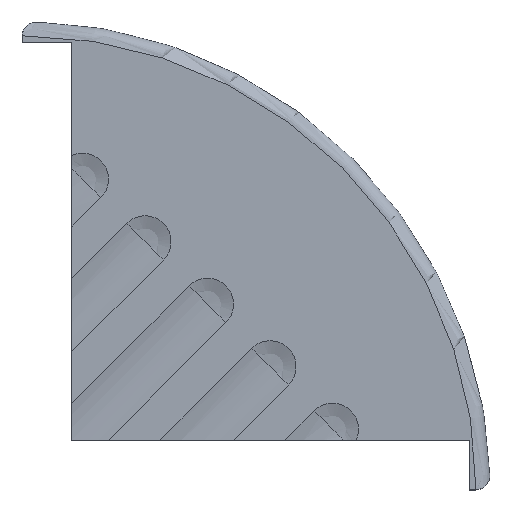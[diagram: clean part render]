
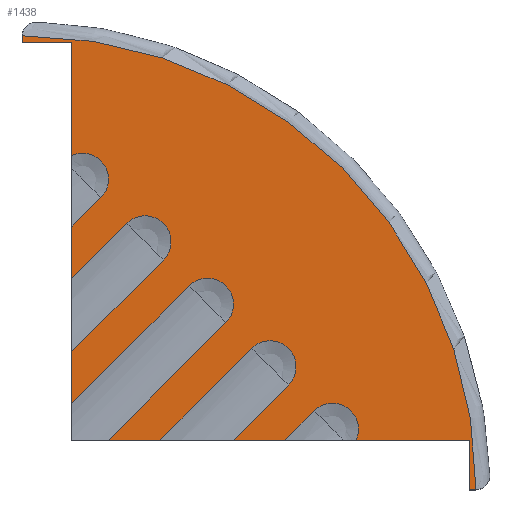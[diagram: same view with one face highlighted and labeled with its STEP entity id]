
A CAD part, top view. The second image highlights one B-rep face of the part: STEP entity #1438.
In plain terms, the highlighted planar face has unit normal (0, 0, 1).
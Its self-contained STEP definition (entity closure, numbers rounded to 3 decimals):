
#773=PLANE('',#1382);
#784=CIRCLE('',#1383,5.);
#785=CIRCLE('',#1384,5.);
#786=CIRCLE('',#1385,5.);
#787=CIRCLE('',#1386,5.);
#788=CIRCLE('',#1387,5.);
#789=CIRCLE('',#1388,2.7);
#790=CIRCLE('',#1389,87.3);
#791=CIRCLE('',#1390,2.7);
#799=VECTOR('',#1212,1.);
#800=VECTOR('',#1215,1.);
#803=VECTOR('',#1222,1.);
#804=VECTOR('',#1223,1.);
#805=VECTOR('',#1228,1.);
#817=VECTOR('',#1254,1.);
#822=VECTOR('',#1269,1.);
#825=VECTOR('',#1274,1.);
#826=VECTOR('',#1277,1.);
#827=VECTOR('',#1280,1.);
#828=VECTOR('',#1283,1.);
#829=VECTOR('',#1284,1.);
#830=VECTOR('',#1285,1.);
#831=VECTOR('',#1288,1.);
#832=VECTOR('',#1289,1.);
#833=VECTOR('',#1290,1.);
#834=VECTOR('',#1293,1.);
#835=VECTOR('',#1294,1.);
#840=LINE('',#1464,#799);
#841=LINE('',#1467,#800);
#844=LINE('',#1476,#803);
#845=LINE('',#1478,#804);
#846=LINE('',#1484,#805);
#858=LINE('',#1512,#817);
#863=LINE('',#1529,#822);
#866=LINE('',#1534,#825);
#867=LINE('',#1537,#826);
#868=LINE('',#1540,#827);
#869=LINE('',#1544,#828);
#870=LINE('',#1546,#829);
#871=LINE('',#1548,#830);
#872=LINE('',#1552,#831);
#873=LINE('',#1554,#832);
#874=LINE('',#1556,#833);
#875=LINE('',#1560,#834);
#876=LINE('',#1561,#835);
#931=ORIENTED_EDGE('',*,*,#1117,.F.);
#932=ORIENTED_EDGE('',*,*,#1106,.F.);
#933=ORIENTED_EDGE('',*,*,#1092,.F.);
#934=ORIENTED_EDGE('',*,*,#1118,.F.);
#935=ORIENTED_EDGE('',*,*,#1119,.F.);
#936=ORIENTED_EDGE('',*,*,#1089,.F.);
#937=ORIENTED_EDGE('',*,*,#1082,.F.);
#938=ORIENTED_EDGE('',*,*,#1120,.F.);
#939=ORIENTED_EDGE('',*,*,#1084,.F.);
#940=ORIENTED_EDGE('',*,*,#1088,.F.);
#941=ORIENTED_EDGE('',*,*,#1121,.F.);
#942=ORIENTED_EDGE('',*,*,#1122,.F.);
#943=ORIENTED_EDGE('',*,*,#1123,.F.);
#944=ORIENTED_EDGE('',*,*,#1124,.F.);
#945=ORIENTED_EDGE('',*,*,#1125,.F.);
#946=ORIENTED_EDGE('',*,*,#1126,.F.);
#947=ORIENTED_EDGE('',*,*,#1127,.F.);
#948=ORIENTED_EDGE('',*,*,#1128,.F.);
#949=ORIENTED_EDGE('',*,*,#1129,.F.);
#950=ORIENTED_EDGE('',*,*,#1130,.F.);
#951=ORIENTED_EDGE('',*,*,#1131,.F.);
#952=ORIENTED_EDGE('',*,*,#1132,.F.);
#953=ORIENTED_EDGE('',*,*,#1114,.F.);
#954=ORIENTED_EDGE('',*,*,#1133,.T.);
#955=ORIENTED_EDGE('',*,*,#1134,.F.);
#956=ORIENTED_EDGE('',*,*,#1135,.T.);
#1033=VERTEX_POINT('',#1460);
#1034=VERTEX_POINT('',#1461);
#1035=VERTEX_POINT('',#1463);
#1036=VERTEX_POINT('',#1465);
#1040=VERTEX_POINT('',#1474);
#1041=VERTEX_POINT('',#1477);
#1043=VERTEX_POINT('',#1481);
#1044=VERTEX_POINT('',#1483);
#1053=VERTEX_POINT('',#1511);
#1059=VERTEX_POINT('',#1527);
#1060=VERTEX_POINT('',#1528);
#1061=VERTEX_POINT('',#1533);
#1062=VERTEX_POINT('',#1535);
#1063=VERTEX_POINT('',#1539);
#1064=VERTEX_POINT('',#1541);
#1065=VERTEX_POINT('',#1543);
#1066=VERTEX_POINT('',#1545);
#1067=VERTEX_POINT('',#1547);
#1068=VERTEX_POINT('',#1549);
#1069=VERTEX_POINT('',#1551);
#1070=VERTEX_POINT('',#1553);
#1071=VERTEX_POINT('',#1555);
#1072=VERTEX_POINT('',#1557);
#1073=VERTEX_POINT('',#1559);
#1074=VERTEX_POINT('',#1562);
#1075=VERTEX_POINT('',#1564);
#1082=EDGE_CURVE('',#1035,#1033,#840,.T.);
#1084=EDGE_CURVE('',#1034,#1036,#841,.T.);
#1088=EDGE_CURVE('',#1040,#1034,#844,.T.);
#1089=EDGE_CURVE('',#1033,#1041,#845,.T.);
#1092=EDGE_CURVE('',#1043,#1044,#846,.T.);
#1106=EDGE_CURVE('',#1044,#1053,#858,.T.);
#1114=EDGE_CURVE('',#1059,#1060,#863,.T.);
#1117=EDGE_CURVE('',#1053,#1061,#866,.T.);
#1118=EDGE_CURVE('',#1062,#1043,#784,.T.);
#1119=EDGE_CURVE('',#1041,#1062,#867,.T.);
#1120=EDGE_CURVE('',#1036,#1035,#785,.T.);
#1121=EDGE_CURVE('',#1063,#1040,#868,.T.);
#1122=EDGE_CURVE('',#1064,#1063,#786,.T.);
#1123=EDGE_CURVE('',#1065,#1064,#869,.T.);
#1124=EDGE_CURVE('',#1066,#1065,#870,.T.);
#1125=EDGE_CURVE('',#1067,#1066,#871,.T.);
#1126=EDGE_CURVE('',#1068,#1067,#787,.T.);
#1127=EDGE_CURVE('',#1069,#1068,#872,.T.);
#1128=EDGE_CURVE('',#1070,#1069,#873,.T.);
#1129=EDGE_CURVE('',#1071,#1070,#874,.T.);
#1130=EDGE_CURVE('',#1072,#1071,#788,.T.);
#1131=EDGE_CURVE('',#1073,#1072,#875,.T.);
#1132=EDGE_CURVE('',#1060,#1073,#876,.T.);
#1133=EDGE_CURVE('',#1059,#1074,#789,.T.);
#1134=EDGE_CURVE('',#1075,#1074,#790,.T.);
#1135=EDGE_CURVE('',#1075,#1061,#791,.T.);
#1163=EDGE_LOOP('',(#931,#932,#933,#934,#935,#936,#937,#938,#939,#940,#941,
#942,#943,#944,#945,#946,#947,#948,#949,#950,#951,#952,#953,#954,#955,#956));
#1190=FACE_BOUND('',#1163,.T.);
#1212=DIRECTION('',(-10.607,-10.607,0.));
#1215=DIRECTION('',(17.678,17.678,0.));
#1222=DIRECTION('',(0.,9.899,0.));
#1223=DIRECTION('',(0.,9.899,0.));
#1228=DIRECTION('',(0.,21.768,0.));
#1254=DIRECTION('',(-9.5,0.,0.));
#1269=DIRECTION('',(-1.258,0.,0.));
#1272=DIRECTION('',(0.,0.,1.));
#1273=DIRECTION('',(0.,-1.,0.));
#1274=DIRECTION('',(0.,1.258,0.));
#1275=DIRECTION('',(0.,0.,1.));
#1276=DIRECTION('',(5.,0.,0.));
#1277=DIRECTION('',(5.657,5.657,0.));
#1278=DIRECTION('',(0.,0.,1.));
#1279=DIRECTION('',(3.536,-3.536,0.));
#1280=DIRECTION('',(-22.627,-22.627,0.));
#1281=DIRECTION('',(0.,0.,1.));
#1282=DIRECTION('',(3.536,-3.536,0.));
#1283=DIRECTION('',(22.627,22.627,0.));
#1284=DIRECTION('',(-9.899,0.,0.));
#1285=DIRECTION('',(-17.678,-17.678,0.));
#1286=DIRECTION('',(0.,0.,1.));
#1287=DIRECTION('',(3.536,-3.536,0.));
#1288=DIRECTION('',(10.607,10.607,0.));
#1289=DIRECTION('',(-9.899,0.,0.));
#1290=DIRECTION('',(-5.657,-5.657,0.));
#1291=DIRECTION('',(0.,0.,1.));
#1292=DIRECTION('',(4.528,-2.121,0.));
#1293=DIRECTION('',(-21.768,0.,0.));
#1294=DIRECTION('',(0.,9.5,0.));
#1295=DIRECTION('',(0.,0.,1.));
#1296=DIRECTION('',(-2.7,0.,0.));
#1297=DIRECTION('',(0.,0.,-1.));
#1298=DIRECTION('',(61.73,61.73,0.));
#1299=DIRECTION('',(0.,0.,1.));
#1300=DIRECTION('',(-2.7,0.,0.));
#1382=AXIS2_PLACEMENT_3D('',#1532,#1272,#1273);
#1383=AXIS2_PLACEMENT_3D('',#1536,#1275,#1276);
#1384=AXIS2_PLACEMENT_3D('',#1538,#1278,#1279);
#1385=AXIS2_PLACEMENT_3D('',#1542,#1281,#1282);
#1386=AXIS2_PLACEMENT_3D('',#1550,#1286,#1287);
#1387=AXIS2_PLACEMENT_3D('',#1558,#1291,#1292);
#1388=AXIS2_PLACEMENT_3D('',#1563,#1295,#1296);
#1389=AXIS2_PLACEMENT_3D('',#1565,#1297,#1298);
#1390=AXIS2_PLACEMENT_3D('',#1566,#1299,#1300);
#1438=ADVANCED_FACE('',(#1190),#773,.T.);
#1460=CARTESIAN_POINT('',(9.5,40.613,43.));
#1461=CARTESIAN_POINT('',(9.5,26.471,43.));
#1463=CARTESIAN_POINT('',(20.107,51.219,43.));
#1464=CARTESIAN_POINT('',(20.107,51.219,43.));
#1465=CARTESIAN_POINT('',(27.178,44.148,43.));
#1467=CARTESIAN_POINT('',(9.5,26.471,43.));
#1474=CARTESIAN_POINT('',(9.5,16.571,43.));
#1476=CARTESIAN_POINT('',(9.5,16.571,43.));
#1477=CARTESIAN_POINT('',(9.5,50.512,43.));
#1478=CARTESIAN_POINT('',(9.5,40.613,43.));
#1481=CARTESIAN_POINT('',(9.5,64.232,43.));
#1483=CARTESIAN_POINT('',(9.5,86.,43.));
#1484=CARTESIAN_POINT('',(9.5,64.232,43.));
#1511=CARTESIAN_POINT('',(0.,86.,43.));
#1512=CARTESIAN_POINT('',(9.5,86.,43.));
#1527=CARTESIAN_POINT('',(87.258,0.,43.));
#1528=CARTESIAN_POINT('',(86.,0.,43.));
#1529=CARTESIAN_POINT('',(87.258,0.,43.));
#1532=CARTESIAN_POINT('',(0.,0.,43.));
#1533=CARTESIAN_POINT('',(0.,87.258,43.));
#1534=CARTESIAN_POINT('',(0.,86.,43.));
#1535=CARTESIAN_POINT('',(15.157,56.169,43.));
#1536=CARTESIAN_POINT('',(11.621,59.705,43.));
#1537=CARTESIAN_POINT('',(9.5,50.512,43.));
#1538=CARTESIAN_POINT('',(23.642,47.684,43.));
#1539=CARTESIAN_POINT('',(32.127,39.198,43.));
#1540=CARTESIAN_POINT('',(32.127,39.198,43.));
#1541=CARTESIAN_POINT('',(39.198,32.127,43.));
#1542=CARTESIAN_POINT('',(35.663,35.663,43.));
#1543=CARTESIAN_POINT('',(16.571,9.5,43.));
#1544=CARTESIAN_POINT('',(16.571,9.5,43.));
#1545=CARTESIAN_POINT('',(26.471,9.5,43.));
#1546=CARTESIAN_POINT('',(26.471,9.5,43.));
#1547=CARTESIAN_POINT('',(44.148,27.178,43.));
#1548=CARTESIAN_POINT('',(44.148,27.178,43.));
#1549=CARTESIAN_POINT('',(51.219,20.107,43.));
#1550=CARTESIAN_POINT('',(47.684,23.642,43.));
#1551=CARTESIAN_POINT('',(40.613,9.5,43.));
#1552=CARTESIAN_POINT('',(40.613,9.5,43.));
#1553=CARTESIAN_POINT('',(50.512,9.5,43.));
#1554=CARTESIAN_POINT('',(50.512,9.5,43.));
#1555=CARTESIAN_POINT('',(56.169,15.157,43.));
#1556=CARTESIAN_POINT('',(56.169,15.157,43.));
#1557=CARTESIAN_POINT('',(64.232,9.5,43.));
#1558=CARTESIAN_POINT('',(59.705,11.621,43.));
#1559=CARTESIAN_POINT('',(86.,9.5,43.));
#1560=CARTESIAN_POINT('',(86.,9.5,43.));
#1561=CARTESIAN_POINT('',(86.,0.,43.));
#1562=CARTESIAN_POINT('',(87.3,0.,43.));
#1563=CARTESIAN_POINT('',(87.258,2.7,43.));
#1564=CARTESIAN_POINT('',(0.,87.3,43.));
#1565=CARTESIAN_POINT('',(0.,0.,43.));
#1566=CARTESIAN_POINT('',(2.7,87.258,43.));
